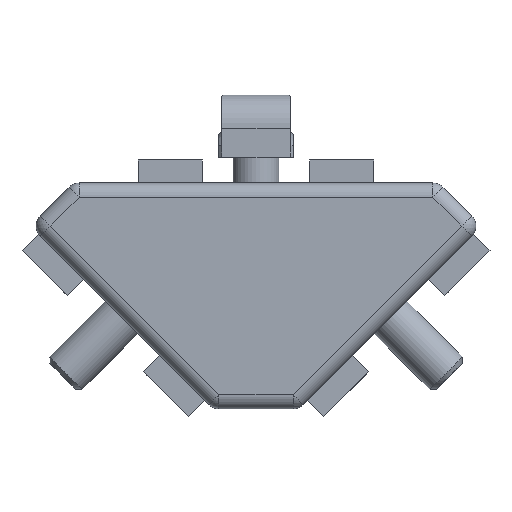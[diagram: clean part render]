
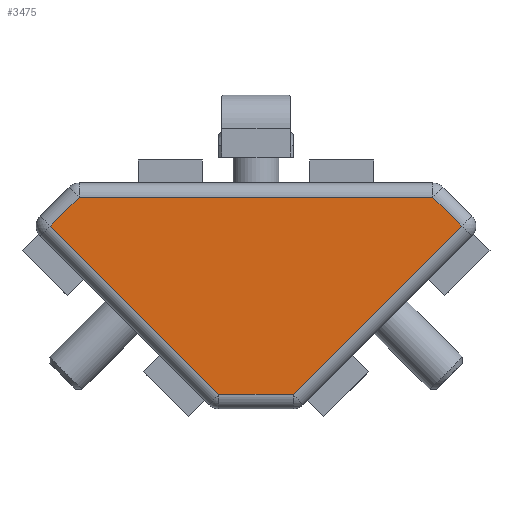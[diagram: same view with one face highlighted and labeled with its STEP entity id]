
A CAD part, left-side view. The second image highlights one B-rep face of the part: STEP entity #3475.
In plain terms, the highlighted planar face has unit normal (-1, 0, 0).
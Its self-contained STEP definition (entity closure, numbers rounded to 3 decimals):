
#447=FACE_OUTER_BOUND('',#652,.T.);
#652=EDGE_LOOP('',(#2660,#2661,#2662,#2663,#2664,#2665));
#869=LINE('',#5562,#1185);
#871=LINE('',#5570,#1187);
#878=LINE('',#5600,#1194);
#882=LINE('',#5617,#1198);
#886=LINE('',#5639,#1202);
#887=LINE('',#5641,#1203);
#1185=VECTOR('',#4415,1.);
#1187=VECTOR('',#4425,1.);
#1194=VECTOR('',#4468,1.);
#1198=VECTOR('',#4484,1.);
#1202=VECTOR('',#4518,1.);
#1203=VECTOR('',#4521,1.);
#1518=VERTEX_POINT('',#5535);
#1526=VERTEX_POINT('',#5560);
#1528=VERTEX_POINT('',#5569);
#1533=VERTEX_POINT('',#5598);
#1540=VERTEX_POINT('',#5616);
#1543=VERTEX_POINT('',#5637);
#1906=EDGE_CURVE('',#1526,#1518,#869,.T.);
#1910=EDGE_CURVE('',#1518,#1528,#871,.T.);
#1927=EDGE_CURVE('',#1533,#1526,#878,.T.);
#1935=EDGE_CURVE('',#1528,#1540,#882,.T.);
#1947=EDGE_CURVE('',#1543,#1533,#886,.T.);
#1948=EDGE_CURVE('',#1540,#1543,#887,.T.);
#2660=ORIENTED_EDGE('',*,*,#1906,.F.);
#2661=ORIENTED_EDGE('',*,*,#1927,.F.);
#2662=ORIENTED_EDGE('',*,*,#1947,.F.);
#2663=ORIENTED_EDGE('',*,*,#1948,.F.);
#2664=ORIENTED_EDGE('',*,*,#1935,.F.);
#2665=ORIENTED_EDGE('',*,*,#1910,.F.);
#3313=PLANE('',#3908);
#3475=ADVANCED_FACE('',(#447),#3313,.F.);
#3908=AXIS2_PLACEMENT_3D('',#5717,#4591,#4592);
#4415=DIRECTION('',(0.,-1.,0.));
#4425=DIRECTION('',(0.,-0.707,-0.707));
#4468=DIRECTION('',(0.,-0.707,0.707));
#4484=DIRECTION('',(0.,0.707,-0.707));
#4518=DIRECTION('',(0.,0.707,0.707));
#4521=DIRECTION('',(0.,1.,0.));
#4591=DIRECTION('center_axis',(1.,0.,0.));
#4592=DIRECTION('ref_axis',(0.,0.707,-0.707));
#5535=CARTESIAN_POINT('',(-22.5,-30.784,-2.5));
#5560=CARTESIAN_POINT('',(-22.5,30.784,-2.5));
#5562=CARTESIAN_POINT('',(-22.5,-4.203,-2.5));
#5569=CARTESIAN_POINT('',(-22.5,-35.784,-7.5));
#5570=CARTESIAN_POINT('',(-22.5,-33.979,-5.695));
#5598=CARTESIAN_POINT('',(-22.5,35.784,-7.5));
#5600=CARTESIAN_POINT('',(-22.5,14.319,13.965));
#5616=CARTESIAN_POINT('',(-22.5,-6.464,-36.82));
#5617=CARTESIAN_POINT('',(-22.5,-37.022,-6.263));
#5637=CARTESIAN_POINT('',(-22.5,6.464,-36.82));
#5639=CARTESIAN_POINT('',(-22.5,21.112,-22.172));
#5641=CARTESIAN_POINT('',(-22.5,-19.66,-36.82));
#5717=CARTESIAN_POINT('Origin',(-22.5,-31.82,-0.707));
